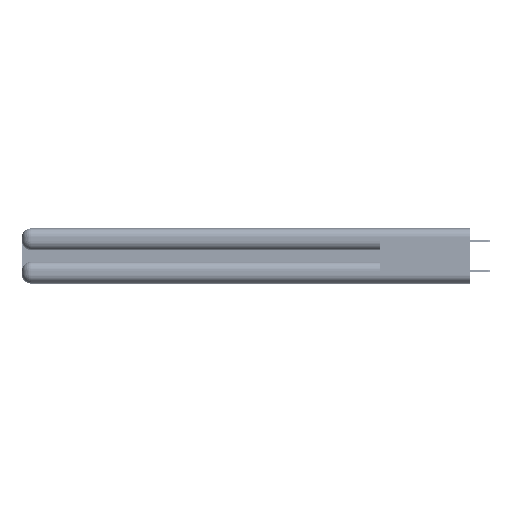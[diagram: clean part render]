
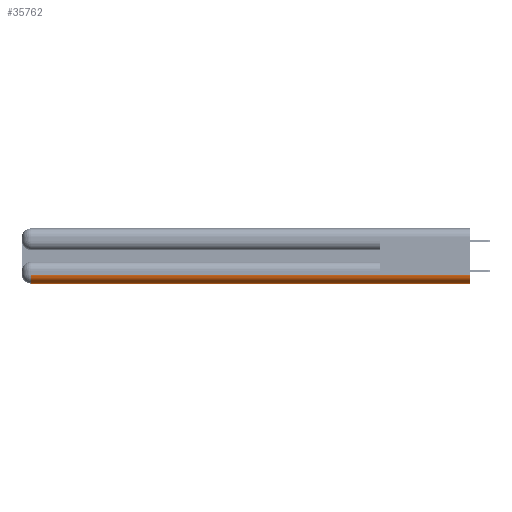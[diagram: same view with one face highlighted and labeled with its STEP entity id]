
A CAD part, left-side view. The second image highlights one B-rep face of the part: STEP entity #35762.
In plain terms, the highlighted cylindrical face has radius 1.524 mm (diameter 3.048 mm), a partial arc.
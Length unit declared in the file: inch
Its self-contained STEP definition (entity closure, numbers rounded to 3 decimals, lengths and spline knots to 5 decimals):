
#2748 = LINE ( 'NONE', #50174, #39516 ) ;
#5842 = CARTESIAN_POINT ( 'NONE',  ( 0.06, 2.94, 0. ) ) ;
#6943 = DIRECTION ( 'NONE',  ( 0., -1., 0. ) ) ;
#10376 = CARTESIAN_POINT ( 'NONE',  ( 0.06, 0., 0.06 ) ) ;
#11728 = ORIENTED_EDGE ( 'NONE', *, *, #22748, .F. ) ;
#11859 = LINE ( 'NONE', #41160, #55014 ) ;
#12166 = DIRECTION ( 'NONE',  ( 0., 1., 0. ) ) ;
#12979 = EDGE_CURVE ( 'NONE', #31230, #26287, #33226, .T. ) ;
#13254 = DIRECTION ( 'NONE',  ( 0., 0., 1. ) ) ;
#15080 = VERTEX_POINT ( 'NONE', #15220 ) ;
#15220 = CARTESIAN_POINT ( 'NONE',  ( 0., 0., 0.06 ) ) ;
#19546 = EDGE_CURVE ( 'NONE', #52960, #31230, #11859, .T. ) ;
#22748 = EDGE_CURVE ( 'NONE', #15080, #52960, #48039, .T. ) ;
#22760 = EDGE_LOOP ( 'NONE', ( #11728, #31254, #33793, #54680 ) ) ;
#23939 = AXIS2_PLACEMENT_3D ( 'NONE', #10376, #40775, #40494 ) ;
#24232 = CARTESIAN_POINT ( 'NONE',  ( 0.06, 0., 0. ) ) ;
#25235 = FACE_OUTER_BOUND ( 'NONE', #22760, .T. ) ;
#26071 = CYLINDRICAL_SURFACE ( 'NONE', #50055, 0.06 ) ;
#26253 = CARTESIAN_POINT ( 'NONE',  ( 0., 2.94, 0.06 ) ) ;
#26287 = VERTEX_POINT ( 'NONE', #26253 ) ;
#31230 = VERTEX_POINT ( 'NONE', #5842 ) ;
#31254 = ORIENTED_EDGE ( 'NONE', *, *, #41887, .F. ) ;
#33226 = CIRCLE ( 'NONE', #35894, 0.06 ) ;
#33793 = ORIENTED_EDGE ( 'NONE', *, *, #12979, .F. ) ;
#35762 = ADVANCED_FACE ( 'NONE', ( #25235 ), #26071, .T. ) ;
#35894 = AXIS2_PLACEMENT_3D ( 'NONE', #46305, #50486, #37383 ) ;
#37383 = DIRECTION ( 'NONE',  ( 0., 0., 1. ) ) ;
#39516 = VECTOR ( 'NONE', #6943, 39.37008 ) ;
#40494 = DIRECTION ( 'NONE',  ( 0., 0., 1. ) ) ;
#40604 = DIRECTION ( 'NONE',  ( 0., 1., 0. ) ) ;
#40775 = DIRECTION ( 'NONE',  ( 0., -1., 0. ) ) ;
#41160 = CARTESIAN_POINT ( 'NONE',  ( 0.06, 3., 0. ) ) ;
#41887 = EDGE_CURVE ( 'NONE', #26287, #15080, #2748, .T. ) ;
#46305 = CARTESIAN_POINT ( 'NONE',  ( 0.06, 2.94, 0.06 ) ) ;
#48039 = CIRCLE ( 'NONE', #23939, 0.06 ) ;
#50055 = AXIS2_PLACEMENT_3D ( 'NONE', #51496, #12166, #13254 ) ;
#50174 = CARTESIAN_POINT ( 'NONE',  ( 0., 0., 0.06 ) ) ;
#50486 = DIRECTION ( 'NONE',  ( 0., 1., 0. ) ) ;
#51496 = CARTESIAN_POINT ( 'NONE',  ( 0.06, 0., 0.06 ) ) ;
#52960 = VERTEX_POINT ( 'NONE', #24232 ) ;
#54680 = ORIENTED_EDGE ( 'NONE', *, *, #19546, .F. ) ;
#55014 = VECTOR ( 'NONE', #40604, 39.37008 ) ;
